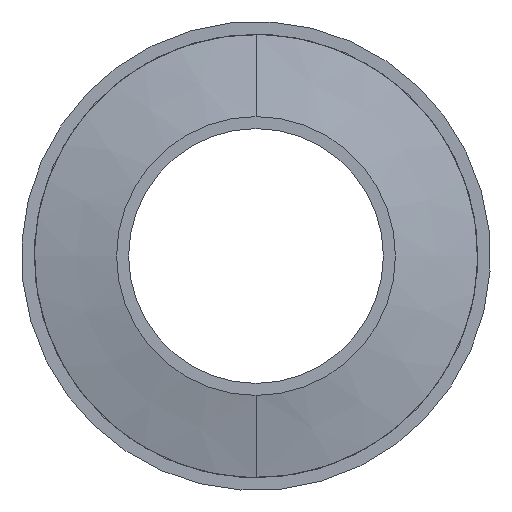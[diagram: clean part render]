
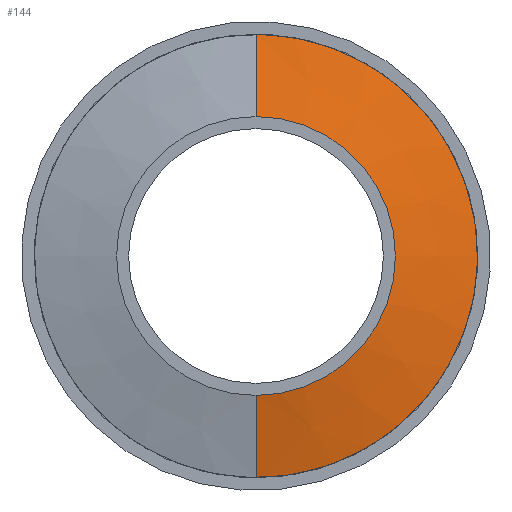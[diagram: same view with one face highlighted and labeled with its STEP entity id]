
A CAD part, front view. The second image highlights one B-rep face of the part: STEP entity #144.
In plain terms, the highlighted conical face has half-angle 77.005 degrees and reference radius 17.5 mm.
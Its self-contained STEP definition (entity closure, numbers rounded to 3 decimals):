
#144 = ADVANCED_FACE ( 'NONE', ( #538 ), #834, .T. ) ;
#154 = EDGE_CURVE ( 'NONE', #899, #895, #530, .T. ) ;
#155 = EDGE_CURVE ( 'NONE', #892, #899, #716, .T. ) ;
#157 = EDGE_CURVE ( 'NONE', #916, #895, #713, .T. ) ;
#158 = EDGE_CURVE ( 'NONE', #892, #916, #433, .T. ) ;
#344 = CARTESIAN_POINT ( 'NONE',  ( 0., -3., -17.5 ) ) ;
#345 = CARTESIAN_POINT ( 'NONE',  ( 0., -4.5, 11. ) ) ;
#354 = CARTESIAN_POINT ( 'NONE',  ( 0., -4.5, -11. ) ) ;
#390 = CARTESIAN_POINT ( 'NONE',  ( 0., -3., 17.5 ) ) ;
#433 = LINE ( 'NONE', #506, #710 ) ;
#458 = CARTESIAN_POINT ( 'NONE',  ( 0., -3., 0. ) ) ;
#459 = DIRECTION ( 'NONE',  ( 0., 1., 0. ) ) ;
#460 = DIRECTION ( 'NONE',  ( 0., 0., 1. ) ) ;
#505 = DIRECTION ( 'NONE',  ( 0., 0.225, 0.974 ) ) ;
#506 = CARTESIAN_POINT ( 'NONE',  ( 0., -3., 17.5 ) ) ;
#508 = DIRECTION ( 'NONE',  ( 0., 0., 1. ) ) ;
#509 = DIRECTION ( 'NONE',  ( 0., 1., 0. ) ) ;
#510 = CARTESIAN_POINT ( 'NONE',  ( 0., -3., 0. ) ) ;
#513 = DIRECTION ( 'NONE',  ( 0., 0., 1. ) ) ;
#514 = DIRECTION ( 'NONE',  ( 0., 1., 0. ) ) ;
#515 = CARTESIAN_POINT ( 'NONE',  ( 0., -4.5, 0. ) ) ;
#516 = DIRECTION ( 'NONE',  ( 0., 0.225, -0.974 ) ) ;
#517 = CARTESIAN_POINT ( 'NONE',  ( 0., -3., -17.5 ) ) ;
#530 = LINE ( 'NONE', #517, #715 ) ;
#538 = FACE_OUTER_BOUND ( 'NONE', #972, .T. ) ;
#542 = ORIENTED_EDGE ( 'NONE', *, *, #158, .F. ) ;
#543 = ORIENTED_EDGE ( 'NONE', *, *, #154, .T. ) ;
#548 = ORIENTED_EDGE ( 'NONE', *, *, #155, .T. ) ;
#549 = ORIENTED_EDGE ( 'NONE', *, *, #157, .F. ) ;
#710 = VECTOR ( 'NONE', #505, 1000. ) ;
#711 = AXIS2_PLACEMENT_3D ( 'NONE', #510, #509, #508 ) ;
#713 = CIRCLE ( 'NONE', #711, 17.5 ) ;
#714 = AXIS2_PLACEMENT_3D ( 'NONE', #515, #514, #513 ) ;
#715 = VECTOR ( 'NONE', #516, 1000. ) ;
#716 = CIRCLE ( 'NONE', #714, 11. ) ;
#831 = AXIS2_PLACEMENT_3D ( 'NONE', #458, #459, #460 ) ;
#834 = CONICAL_SURFACE ( 'NONE', #831, 17.5, 1.344 ) ;
#892 = VERTEX_POINT ( 'NONE', #345 ) ;
#895 = VERTEX_POINT ( 'NONE', #344 ) ;
#899 = VERTEX_POINT ( 'NONE', #354 ) ;
#916 = VERTEX_POINT ( 'NONE', #390 ) ;
#972 = EDGE_LOOP ( 'NONE', ( #548, #543, #549, #542 ) ) ;
